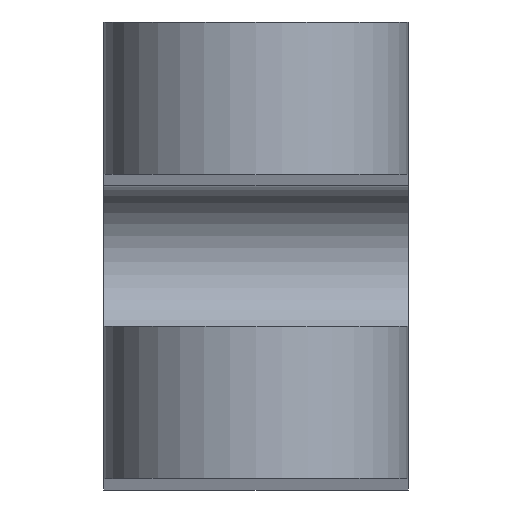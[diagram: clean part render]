
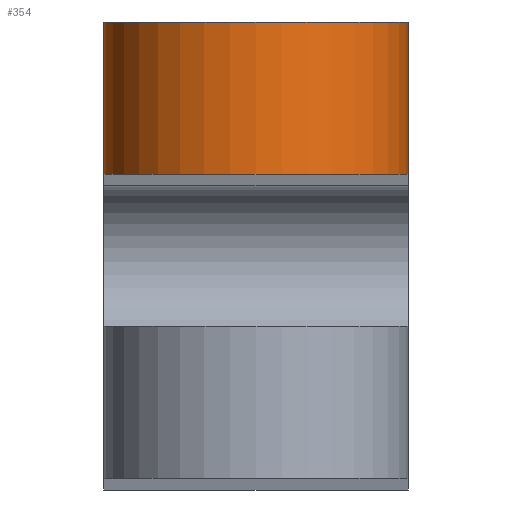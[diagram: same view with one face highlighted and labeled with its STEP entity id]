
A CAD part, top view. The second image highlights one B-rep face of the part: STEP entity #354.
In plain terms, the highlighted cylindrical face has radius 10 mm (diameter 20 mm), a partial arc.
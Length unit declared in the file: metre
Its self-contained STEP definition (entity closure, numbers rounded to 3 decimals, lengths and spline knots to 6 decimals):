
#19=CYLINDRICAL_SURFACE('',#408,0.01);
#30=LINE('',#549,#56);
#38=LINE('',#576,#64);
#56=VECTOR('',#433,1.);
#64=VECTOR('',#457,1.);
#155=ORIENTED_EDGE('',*,*,#196,.F.);
#156=ORIENTED_EDGE('',*,*,#209,.F.);
#157=ORIENTED_EDGE('',*,*,#183,.F.);
#158=ORIENTED_EDGE('',*,*,#190,.F.);
#183=EDGE_CURVE('',#231,#232,#30,.F.);
#190=EDGE_CURVE('',#237,#231,#261,.F.);
#196=EDGE_CURVE('',#242,#237,#38,.T.);
#209=EDGE_CURVE('',#232,#242,#270,.T.);
#231=VERTEX_POINT('',#548);
#232=VERTEX_POINT('',#550);
#237=VERTEX_POINT('',#564);
#242=VERTEX_POINT('',#575);
#261=CIRCLE('',#382,0.01);
#270=CIRCLE('',#396,0.01);
#299=EDGE_LOOP('',(#155,#156,#157,#158));
#327=FACE_BOUND('',#299,.T.);
#354=ADVANCED_FACE('',(#327),#19,.T.);
#382=AXIS2_PLACEMENT_3D('',#563,#447,#448);
#396=AXIS2_PLACEMENT_3D('',#601,#485,#486);
#408=AXIS2_PLACEMENT_3D('',#620,#514,#515);
#433=DIRECTION('',(0.,1.,0.));
#447=DIRECTION('',(0.,-1.,0.));
#448=DIRECTION('',(0.,0.,-1.));
#457=DIRECTION('',(0.,1.,0.));
#485=DIRECTION('',(0.,-1.,0.));
#486=DIRECTION('',(0.,0.,-1.));
#514=DIRECTION('',(0.,-1.,0.));
#515=DIRECTION('',(0.,0.,-1.));
#548=CARTESIAN_POINT('',(0.02,0.015,-0.01));
#549=CARTESIAN_POINT('',(0.02,-0.015,-0.01));
#550=CARTESIAN_POINT('',(0.02,0.005,-0.01));
#563=CARTESIAN_POINT('',(0.01,0.015,-0.01));
#564=CARTESIAN_POINT('',(0.,0.015,-0.01));
#575=CARTESIAN_POINT('',(0.,0.005,-0.01));
#576=CARTESIAN_POINT('',(0.,0.015,-0.01));
#601=CARTESIAN_POINT('',(0.01,0.005,-0.01));
#620=CARTESIAN_POINT('',(0.01,-0.015,-0.01));
